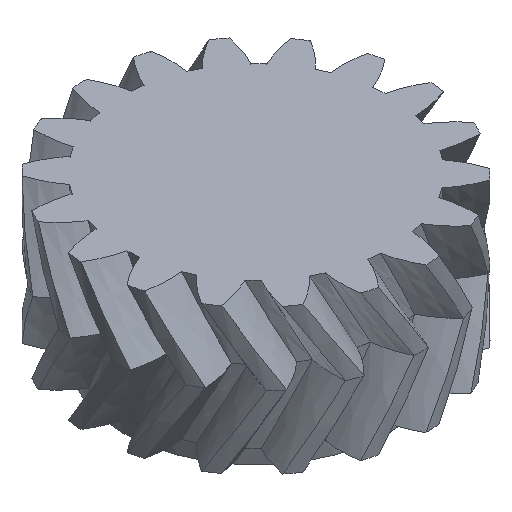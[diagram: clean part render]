
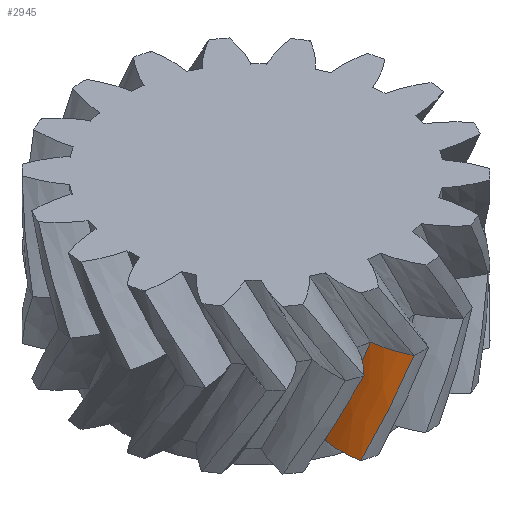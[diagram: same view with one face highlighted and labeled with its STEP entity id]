
A CAD part, isometric view. The second image highlights one B-rep face of the part: STEP entity #2945.
In plain terms, the highlighted free-form (B-spline) face has degree [3, 3] with [4, 4] control points.
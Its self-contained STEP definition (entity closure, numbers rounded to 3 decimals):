
#298=FACE_OUTER_BOUND('',#469,.T.);
#469=EDGE_LOOP('',(#2279,#2280,#2281,#2282));
#719=B_SPLINE_CURVE_WITH_KNOTS('',3,(#5511,#5512,#5513,#5514),
 .UNSPECIFIED.,.F.,.F.,(4,4),(0.,0.486),.UNSPECIFIED.);
#803=B_SPLINE_CURVE_WITH_KNOTS('',3,(#6297,#6298,#6299,#6300),
 .UNSPECIFIED.,.F.,.F.,(4,4),(0.,0.278),.UNSPECIFIED.);
#806=B_SPLINE_CURVE_WITH_KNOTS('',3,(#6327,#6328,#6329,#6330),
 .UNSPECIFIED.,.F.,.F.,(4,4),(-0.278,0.),
 .UNSPECIFIED.);
#807=B_SPLINE_CURVE_WITH_KNOTS('',3,(#6331,#6332,#6333,#6334),
 .UNSPECIFIED.,.F.,.F.,(4,4),(0.,0.317),.UNSPECIFIED.);
#1044=VERTEX_POINT('',#5403);
#1067=VERTEX_POINT('',#5509);
#1130=VERTEX_POINT('',#6296);
#1132=VERTEX_POINT('',#6326);
#1437=EDGE_CURVE('',#1044,#1067,#719,.T.);
#1538=EDGE_CURVE('',#1130,#1044,#803,.T.);
#1541=EDGE_CURVE('',#1067,#1132,#806,.T.);
#1542=EDGE_CURVE('',#1132,#1130,#807,.T.);
#2279=ORIENTED_EDGE('',*,*,#1437,.T.);
#2280=ORIENTED_EDGE('',*,*,#1541,.T.);
#2281=ORIENTED_EDGE('',*,*,#1542,.T.);
#2282=ORIENTED_EDGE('',*,*,#1538,.T.);
#2627=B_SPLINE_SURFACE_WITH_KNOTS('',3,3,((#6310,#6311,#6312,#6313),(#6314,
#6315,#6316,#6317),(#6318,#6319,#6320,#6321),(#6322,#6323,#6324,#6325)),
 .UNSPECIFIED.,.F.,.F.,.F.,(4,4),(4,4),(0.,0.317),(0.,0.278),
 .UNSPECIFIED.);
#2945=ADVANCED_FACE('',(#298),#2627,.T.);
#5403=CARTESIAN_POINT('',(-25.666,-26.027,-13.359));
#5509=CARTESIAN_POINT('',(-25.598,-30.866,-13.359));
#5511=CARTESIAN_POINT('Ctrl Pts',(-25.666,-26.027,-13.359));
#5512=CARTESIAN_POINT('Ctrl Pts',(-25.9,-27.63,-13.359));
#5513=CARTESIAN_POINT('Ctrl Pts',(-25.877,-29.27,-13.359));
#5514=CARTESIAN_POINT('Ctrl Pts',(-25.598,-30.866,-13.359));
#6296=CARTESIAN_POINT('',(-20.787,-27.376,-3.359));
#6297=CARTESIAN_POINT('Ctrl Pts',(-20.787,-27.376,-3.359));
#6298=CARTESIAN_POINT('Ctrl Pts',(-22.465,-27.155,-6.692));
#6299=CARTESIAN_POINT('Ctrl Pts',(-24.113,-26.699,-10.025));
#6300=CARTESIAN_POINT('Ctrl Pts',(-25.666,-26.027,-13.359));
#6310=CARTESIAN_POINT('Ctrl Pts',(-19.394,-32.011,-3.359));
#6311=CARTESIAN_POINT('Ctrl Pts',(-21.502,-31.919,-6.692));
#6312=CARTESIAN_POINT('Ctrl Pts',(-23.596,-31.532,-10.025));
#6313=CARTESIAN_POINT('Ctrl Pts',(-25.598,-30.866,-13.359));
#6314=CARTESIAN_POINT('Ctrl Pts',(-20.1,-30.552,-3.359));
#6315=CARTESIAN_POINT('Ctrl Pts',(-22.072,-30.395,-6.692));
#6316=CARTESIAN_POINT('Ctrl Pts',(-24.023,-29.962,-10.025));
#6317=CARTESIAN_POINT('Ctrl Pts',(-25.877,-29.27,-13.359));
#6318=CARTESIAN_POINT('Ctrl Pts',(-20.572,-28.982,-3.359));
#6319=CARTESIAN_POINT('Ctrl Pts',(-22.399,-28.78,-6.692));
#6320=CARTESIAN_POINT('Ctrl Pts',(-24.198,-28.324,-10.025));
#6321=CARTESIAN_POINT('Ctrl Pts',(-25.9,-27.63,-13.359));
#6322=CARTESIAN_POINT('Ctrl Pts',(-20.787,-27.376,-3.359));
#6323=CARTESIAN_POINT('Ctrl Pts',(-22.465,-27.155,-6.692));
#6324=CARTESIAN_POINT('Ctrl Pts',(-24.113,-26.699,-10.025));
#6325=CARTESIAN_POINT('Ctrl Pts',(-25.666,-26.027,-13.359));
#6326=CARTESIAN_POINT('',(-19.394,-32.011,-3.359));
#6327=CARTESIAN_POINT('Ctrl Pts',(-25.598,-30.866,-13.359));
#6328=CARTESIAN_POINT('Ctrl Pts',(-23.596,-31.532,-10.025));
#6329=CARTESIAN_POINT('Ctrl Pts',(-21.502,-31.919,-6.692));
#6330=CARTESIAN_POINT('Ctrl Pts',(-19.394,-32.011,-3.359));
#6331=CARTESIAN_POINT('Ctrl Pts',(-19.394,-32.011,-3.359));
#6332=CARTESIAN_POINT('Ctrl Pts',(-20.1,-30.552,-3.359));
#6333=CARTESIAN_POINT('Ctrl Pts',(-20.572,-28.982,-3.359));
#6334=CARTESIAN_POINT('Ctrl Pts',(-20.787,-27.376,-3.359));
